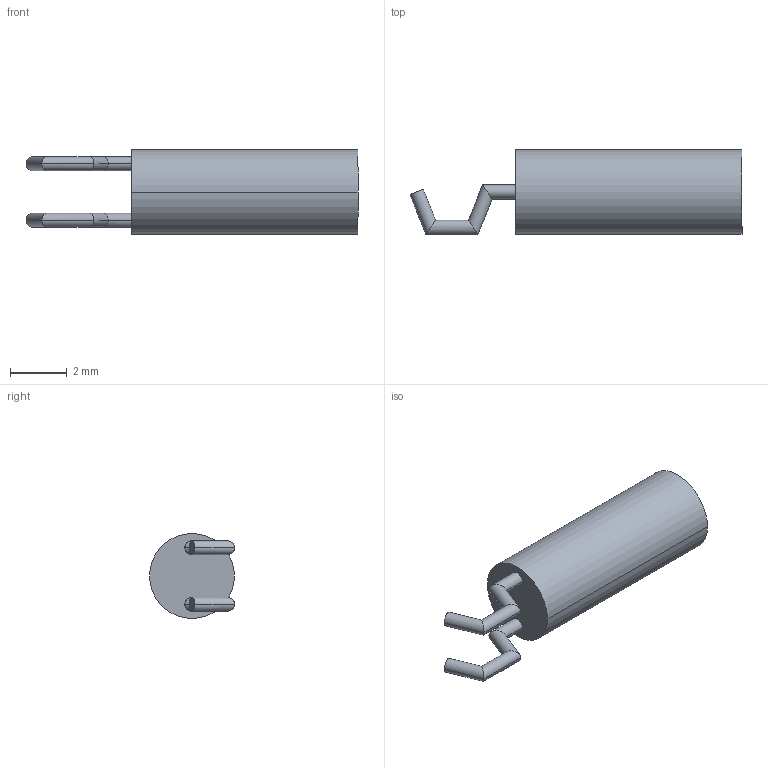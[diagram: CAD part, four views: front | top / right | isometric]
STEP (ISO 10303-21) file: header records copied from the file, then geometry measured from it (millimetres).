
FILE_DESCRIPTION (( 'STEP AP214' ), '1' );
FILE_NAME ('xtal.STEP', '2011-07-14T14:27:13', ( '·L?¥Î?' ), ( '·L?¤¤?' ), 'SwSTEP 2.0', 'SolidWorks 2005204', '' );
FILE_SCHEMA (( 'AUTOMOTIVE_DESIGN' ));
Length unit declared in the file: millimetre
Products named in the file (1): xtal
Bounding box: 11.73 x 3 x 3 mm (x, y, z)
Volume: 58.6 mm3; surface area: 105.8 mm2
Topology: 1 solids, 1 shells, 22 faces, 42 edges, 24 vertices
Faces by surface type: cylinder 18, plane 4
Entity records: 807 total; most frequent: CARTESIAN_POINT 125, DIRECTION 88, ORIENTED_EDGE 84, EDGE_CURVE 42, AXIS2_PLACEMENT_3D 35, UNCERTAINTY_MEASURE_WITH_UNIT 24, VERTEX_POINT 24, EDGE_LOOP 24
